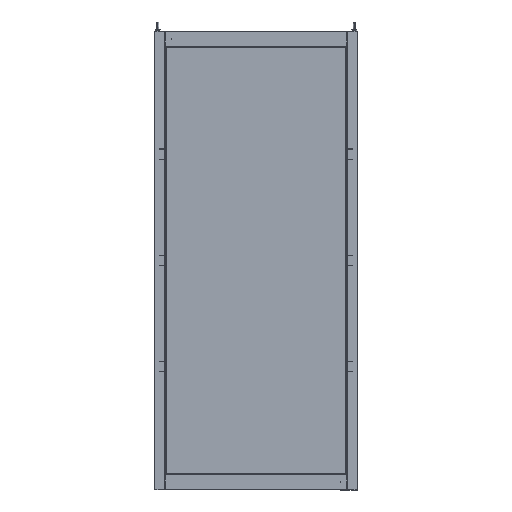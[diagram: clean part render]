
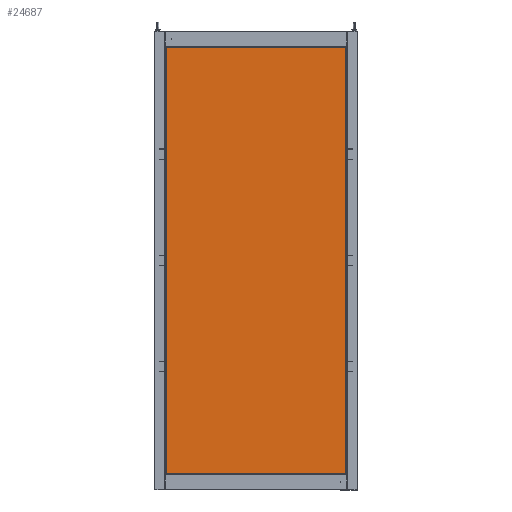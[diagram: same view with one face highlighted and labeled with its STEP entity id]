
A CAD part, top view. The second image highlights one B-rep face of the part: STEP entity #24687.
In plain terms, the highlighted planar face has unit normal (0, 0, 1).
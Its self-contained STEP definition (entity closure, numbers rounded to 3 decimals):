
#921 = EDGE_LOOP ( 'NONE', ( #1809, #9163, #3102, #12984 ) ) ;
#1643 = VERTEX_POINT ( 'NONE', #17244 ) ;
#1803 = CARTESIAN_POINT ( 'NONE',  ( 1.141, 1676., 0. ) ) ;
#1809 = ORIENTED_EDGE ( 'NONE', *, *, #23764, .F. ) ;
#3102 = ORIENTED_EDGE ( 'NONE', *, *, #26638, .F. ) ;
#4309 = CARTESIAN_POINT ( 'NONE',  ( 708.859, 2., 0. ) ) ;
#4476 = EDGE_CURVE ( 'NONE', #10062, #1643, #7147, .T. ) ;
#5521 = LINE ( 'NONE', #1803, #17190 ) ;
#6948 = DIRECTION ( 'NONE',  ( 0., -1., 0. ) ) ;
#7147 = LINE ( 'NONE', #10435, #10867 ) ;
#9163 = ORIENTED_EDGE ( 'NONE', *, *, #38414, .F. ) ;
#10062 = VERTEX_POINT ( 'NONE', #11556 ) ;
#10435 = CARTESIAN_POINT ( 'NONE',  ( 2., 1.141, 0. ) ) ;
#10837 = VECTOR ( 'NONE', #21290, 1000. ) ;
#10853 = DIRECTION ( 'NONE',  ( 0., 1., 0. ) ) ;
#10867 = VECTOR ( 'NONE', #10853, 1000. ) ;
#10904 = CARTESIAN_POINT ( 'NONE',  ( 0., 0., 0. ) ) ;
#11123 = DIRECTION ( 'NONE',  ( -1., 0., 0. ) ) ;
#11556 = CARTESIAN_POINT ( 'NONE',  ( 2., 2., 0. ) ) ;
#12984 = ORIENTED_EDGE ( 'NONE', *, *, #4476, .F. ) ;
#14381 = PLANE ( 'NONE',  #24147 ) ;
#14602 = FACE_OUTER_BOUND ( 'NONE', #921, .T. ) ;
#15324 = DIRECTION ( 'NONE',  ( 1., 0., 0. ) ) ;
#17190 = VECTOR ( 'NONE', #15324, 1000. ) ;
#17244 = CARTESIAN_POINT ( 'NONE',  ( 2., 1676., 0. ) ) ;
#20927 = DIRECTION ( 'NONE',  ( 0., 0., -1. ) ) ;
#21290 = DIRECTION ( 'NONE',  ( -1., 0., 0. ) ) ;
#23085 = CARTESIAN_POINT ( 'NONE',  ( 708., 1676.859, 0. ) ) ;
#23290 = LINE ( 'NONE', #23085, #33748 ) ;
#23764 = EDGE_CURVE ( 'NONE', #24451, #10062, #24351, .T. ) ;
#23814 = CARTESIAN_POINT ( 'NONE',  ( 708., 1676., 0. ) ) ;
#24147 = AXIS2_PLACEMENT_3D ( 'NONE', #10904, #20927, #11123 ) ;
#24351 = LINE ( 'NONE', #4309, #10837 ) ;
#24451 = VERTEX_POINT ( 'NONE', #29426 ) ;
#24687 = ADVANCED_FACE ( 'NONE', ( #14602 ), #14381, .F. ) ;
#26638 = EDGE_CURVE ( 'NONE', #1643, #35323, #5521, .T. ) ;
#29426 = CARTESIAN_POINT ( 'NONE',  ( 708., 2., 0. ) ) ;
#33748 = VECTOR ( 'NONE', #6948, 1000. ) ;
#35323 = VERTEX_POINT ( 'NONE', #23814 ) ;
#38414 = EDGE_CURVE ( 'NONE', #35323, #24451, #23290, .T. ) ;
